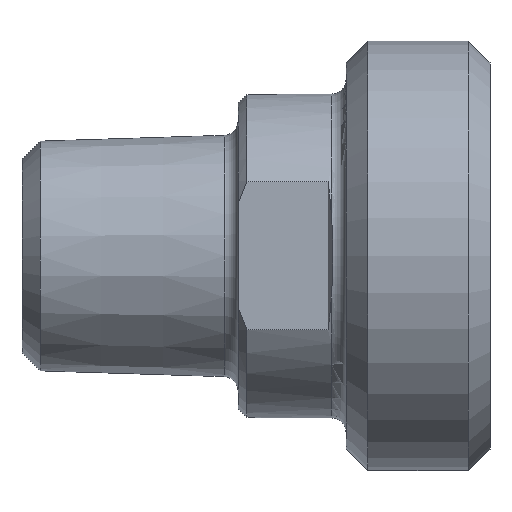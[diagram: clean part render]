
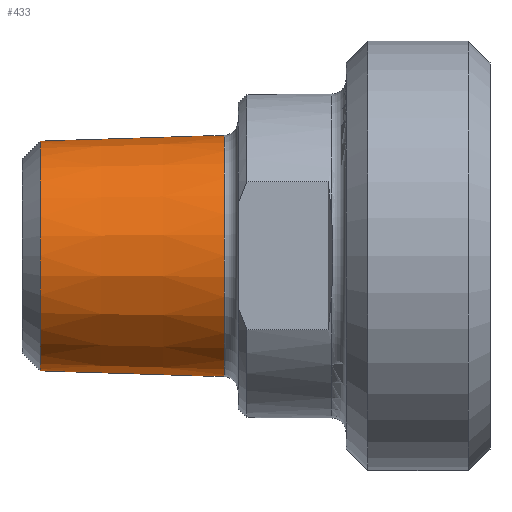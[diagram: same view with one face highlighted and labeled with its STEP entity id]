
A CAD part, top view. The second image highlights one B-rep face of the part: STEP entity #433.
In plain terms, the highlighted conical face has half-angle 1.8 degrees and reference radius 6.554 mm.
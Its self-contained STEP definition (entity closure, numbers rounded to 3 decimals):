
#19=CONICAL_SURFACE('',#505,6.554,0.031);
#54=LINE('',#788,#73);
#73=VECTOR('',#624,6.554);
#105=FACE_OUTER_BOUND('',#134,.T.);
#134=EDGE_LOOP('',(#364,#365,#366,#367,#368));
#167=CIRCLE('',#502,6.703);
#169=CIRCLE('',#504,6.703);
#170=CIRCLE('',#506,6.381);
#212=VERTEX_POINT('',#781);
#213=VERTEX_POINT('',#782);
#214=VERTEX_POINT('',#787);
#266=EDGE_CURVE('',#212,#213,#167,.T.);
#268=EDGE_CURVE('',#213,#212,#169,.T.);
#269=EDGE_CURVE('',#212,#214,#54,.T.);
#270=EDGE_CURVE('',#214,#214,#170,.T.);
#364=ORIENTED_EDGE('',*,*,#266,.F.);
#365=ORIENTED_EDGE('',*,*,#269,.T.);
#366=ORIENTED_EDGE('',*,*,#270,.T.);
#367=ORIENTED_EDGE('',*,*,#269,.F.);
#368=ORIENTED_EDGE('',*,*,#268,.F.);
#433=ADVANCED_FACE('',(#105),#19,.T.);
#502=AXIS2_PLACEMENT_3D('',#783,#616,#617);
#504=AXIS2_PLACEMENT_3D('',#785,#620,#621);
#505=AXIS2_PLACEMENT_3D('',#786,#622,#623);
#506=AXIS2_PLACEMENT_3D('',#789,#625,#626);
#616=DIRECTION('center_axis',(1.,0.,0.));
#617=DIRECTION('ref_axis',(0.,-1.,0.));
#620=DIRECTION('center_axis',(1.,0.,0.));
#621=DIRECTION('ref_axis',(0.,-1.,0.));
#622=DIRECTION('center_axis',(1.,0.,0.));
#623=DIRECTION('ref_axis',(0.,1.,0.));
#624=DIRECTION('',(-1.,0.031,0.));
#625=DIRECTION('center_axis',(1.,0.,0.));
#626=DIRECTION('ref_axis',(0.,0.,-1.));
#781=CARTESIAN_POINT('',(-14.775,-6.703,0.));
#782=CARTESIAN_POINT('',(-14.775,0.,6.703));
#783=CARTESIAN_POINT('Origin',(-14.775,0.,0.));
#785=CARTESIAN_POINT('Origin',(-14.775,0.,0.));
#786=CARTESIAN_POINT('Origin',(-19.5,0.,0.));
#787=CARTESIAN_POINT('',(-25.,-6.381,0.));
#788=CARTESIAN_POINT('',(-19.5,-6.554,0.));
#789=CARTESIAN_POINT('Origin',(-25.,0.,0.));
